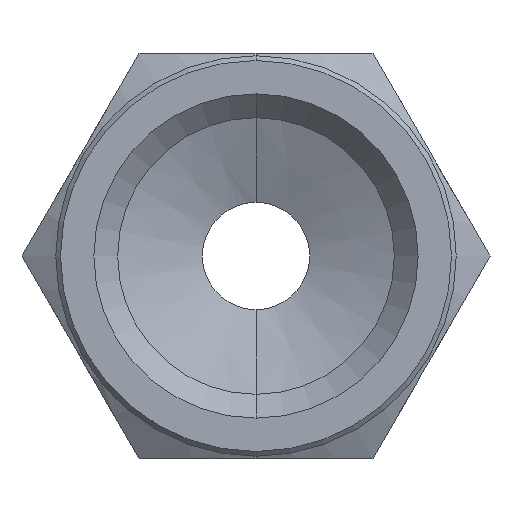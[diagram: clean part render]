
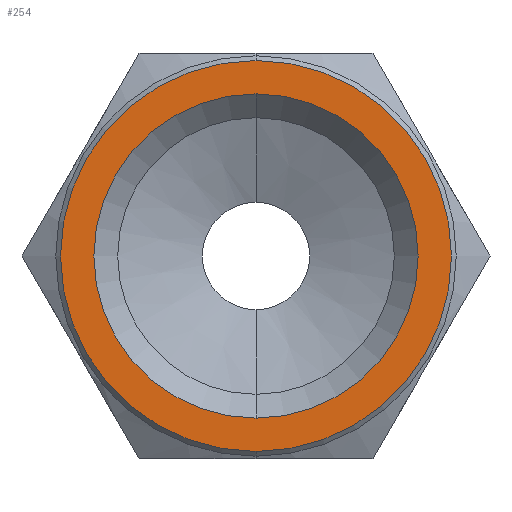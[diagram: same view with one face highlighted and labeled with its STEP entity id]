
A CAD part, front view. The second image highlights one B-rep face of the part: STEP entity #254.
In plain terms, the highlighted planar face has unit normal (0, -1, 0).
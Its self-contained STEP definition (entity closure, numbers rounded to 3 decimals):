
#254 = ADVANCED_FACE ( 'NONE', ( #1644, #1645 ), #817, .T. ) ;
#278 = DIRECTION ( 'NONE',  ( 0., -1., 0. ) ) ;
#288 = CARTESIAN_POINT ( 'NONE',  ( 0., 0., 0. ) ) ;
#289 = DIRECTION ( 'NONE',  ( 0., 0., -1. ) ) ;
#313 = DIRECTION ( 'NONE',  ( 0., 0., -1. ) ) ;
#314 = DIRECTION ( 'NONE',  ( 0., -1., 0. ) ) ;
#315 = CARTESIAN_POINT ( 'NONE',  ( 0., 0., 0. ) ) ;
#437 = AXIS2_PLACEMENT_3D ( 'NONE', #1016, #1015, #1014 ) ;
#438 = CIRCLE ( 'NONE', #437, 6.8 ) ;
#496 = AXIS2_PLACEMENT_3D ( 'NONE', #816, #812, #808 ) ;
#609 = ORIENTED_EDGE ( 'NONE', *, *, #1480, .F. ) ;
#610 = ORIENTED_EDGE ( 'NONE', *, *, #1481, .T. ) ;
#684 = AXIS2_PLACEMENT_3D ( 'NONE', #912, #911, #910 ) ;
#725 = AXIS2_PLACEMENT_3D ( 'NONE', #288, #278, #289 ) ;
#728 = AXIS2_PLACEMENT_3D ( 'NONE', #315, #314, #313 ) ;
#731 = CIRCLE ( 'NONE', #728, 6.8 ) ;
#733 = CIRCLE ( 'NONE', #725, 8.2 ) ;
#761 = CIRCLE ( 'NONE', #684, 8.2 ) ;
#808 = DIRECTION ( 'NONE',  ( 0., 0., -1. ) ) ;
#812 = DIRECTION ( 'NONE',  ( 0., -1., 0. ) ) ;
#816 = CARTESIAN_POINT ( 'NONE',  ( 8.2, 0., 0. ) ) ;
#817 = PLANE ( 'NONE',  #496 ) ;
#910 = DIRECTION ( 'NONE',  ( 0., 0., -1. ) ) ;
#911 = DIRECTION ( 'NONE',  ( 0., -1., 0. ) ) ;
#912 = CARTESIAN_POINT ( 'NONE',  ( 0., 0., 0. ) ) ;
#1014 = DIRECTION ( 'NONE',  ( 0., 0., -1. ) ) ;
#1015 = DIRECTION ( 'NONE',  ( 0., -1., 0. ) ) ;
#1016 = CARTESIAN_POINT ( 'NONE',  ( 0., 0., 0. ) ) ;
#1071 = CARTESIAN_POINT ( 'NONE',  ( 0., 0., 8.2 ) ) ;
#1072 = CARTESIAN_POINT ( 'NONE',  ( 0., 0., -8.2 ) ) ;
#1109 = CARTESIAN_POINT ( 'NONE',  ( 0., 0., 6.8 ) ) ;
#1111 = CARTESIAN_POINT ( 'NONE',  ( 0., 0., -6.8 ) ) ;
#1197 = ORIENTED_EDGE ( 'NONE', *, *, #1384, .F. ) ;
#1199 = ORIENTED_EDGE ( 'NONE', *, *, #1434, .T. ) ;
#1330 = VERTEX_POINT ( 'NONE', #1111 ) ;
#1331 = VERTEX_POINT ( 'NONE', #1109 ) ;
#1361 = VERTEX_POINT ( 'NONE', #1072 ) ;
#1362 = VERTEX_POINT ( 'NONE', #1071 ) ;
#1384 = EDGE_CURVE ( 'NONE', #1331, #1330, #438, .T. ) ;
#1434 = EDGE_CURVE ( 'NONE', #1361, #1362, #761, .T. ) ;
#1480 = EDGE_CURVE ( 'NONE', #1330, #1331, #731, .T. ) ;
#1481 = EDGE_CURVE ( 'NONE', #1362, #1361, #733, .T. ) ;
#1572 = EDGE_LOOP ( 'NONE', ( #610, #1199 ) ) ;
#1573 = EDGE_LOOP ( 'NONE', ( #609, #1197 ) ) ;
#1644 = FACE_BOUND ( 'NONE', #1573, .T. ) ;
#1645 = FACE_OUTER_BOUND ( 'NONE', #1572, .T. ) ;
